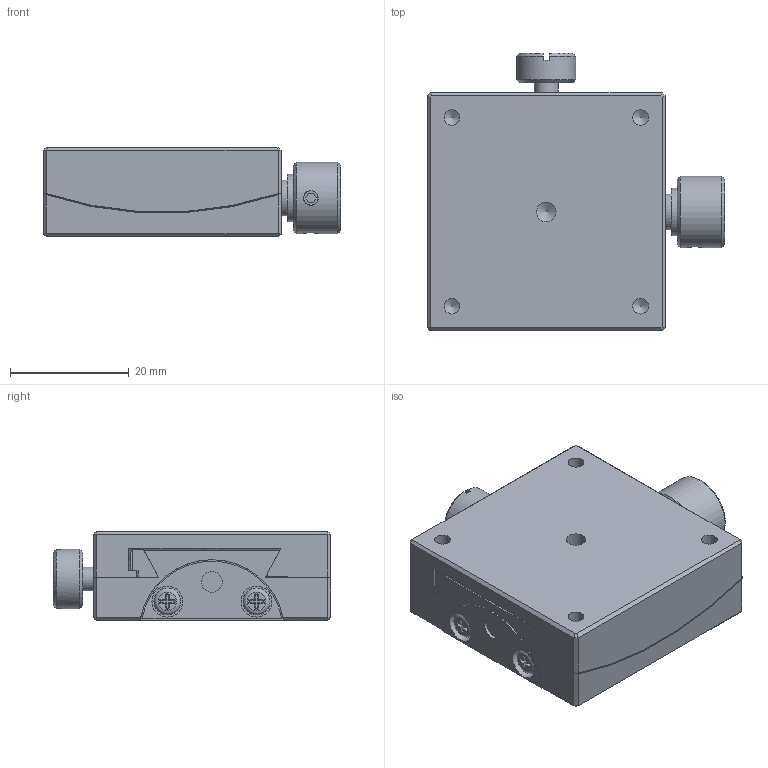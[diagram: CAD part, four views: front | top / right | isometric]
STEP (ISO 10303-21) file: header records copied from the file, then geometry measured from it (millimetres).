
FILE_DESCRIPTION((''),'2;1');
FILE_NAME('GOH-8UU.stp','2011-05-09T09:13:38',('okegawa'),(''),'Autodesk Inventor 2008','Autodesk Inventor 2008','');
FILE_SCHEMA(('AUTOMOTIVE_DESIGN { 1 0 10303 214 1 1 1 1 }'));
Length unit declared in the file: millimetre
Products named in the file (3): GOH-8UU-C1B-S04; GOH-8UU-C1B-S02; GOH-8UU-C1B-S01
Assembly tree (2 placements, depth 2):
  GOH-8UU-C1B-S04
    GOH-8UU-C1B-S02
    GOH-8UU-C1B-S01
Bounding box: 50 x 46.7 x 15 mm (x, y, z)
Volume: 23592.9 mm3; surface area: 13776.7 mm2
Topology: 2 solids, 15 shells, 330 faces, 779 edges, 510 vertices
Faces by surface type: plane 172, bspline 63, cylinder 49, cone 40, torus 6
Full cylindrical faces by diameter (mm): 1.5 x1, 2.6 x4, 3.5 x3, 3.6 x2, 4 x1, 4.5 x6, 5.5 x1, 6 x3, 8 x1, 10 x1, 12 x1
Entity records: 10176 total; most frequent: CARTESIAN_POINT 3270, DIRECTION 1370, ORIENTED_EDGE 1284, EDGE_CURVE 642, AXIS2_PLACEMENT_3D 531, EDGE_LOOP 488, VERTEX_POINT 466, FACE_OUTER_BOUND 330
